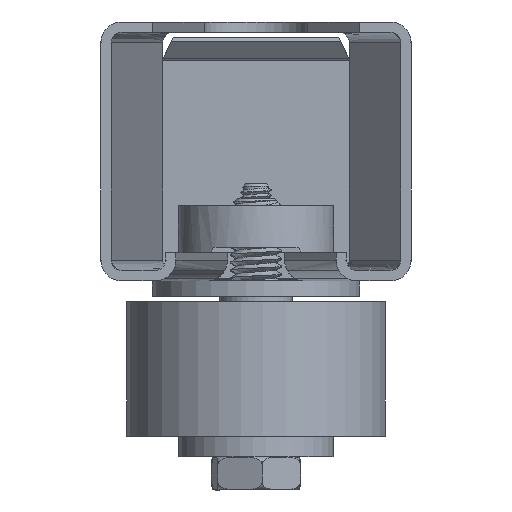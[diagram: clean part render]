
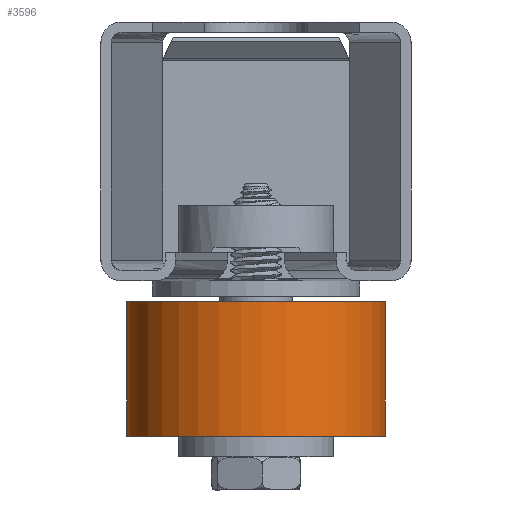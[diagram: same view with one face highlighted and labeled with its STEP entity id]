
A CAD part, front view. The second image highlights one B-rep face of the part: STEP entity #3596.
In plain terms, the highlighted cylindrical face has radius 25 mm (diameter 50 mm), a full revolution.
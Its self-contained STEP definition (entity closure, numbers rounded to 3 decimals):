
#116=FACE_BOUND('',#795,.T.);
#155=CIRCLE('',#3955,25.);
#156=CIRCLE('',#3956,25.);
#482=CYLINDRICAL_SURFACE('',#3954,25.);
#580=FACE_OUTER_BOUND('',#794,.T.);
#794=EDGE_LOOP('',(#2611));
#795=EDGE_LOOP('',(#2612));
#1682=VERTEX_POINT('',#7298);
#1683=VERTEX_POINT('',#7300);
#2042=EDGE_CURVE('',#1682,#1682,#155,.T.);
#2043=EDGE_CURVE('',#1683,#1683,#156,.T.);
#2611=ORIENTED_EDGE('',*,*,#2042,.T.);
#2612=ORIENTED_EDGE('',*,*,#2043,.F.);
#3596=ADVANCED_FACE('',(#580,#116),#482,.T.);
#3954=AXIS2_PLACEMENT_3D('',#7297,#4429,#4430);
#3955=AXIS2_PLACEMENT_3D('',#7299,#4431,#4432);
#3956=AXIS2_PLACEMENT_3D('',#7301,#4433,#4434);
#4429=DIRECTION('center_axis',(0.,0.,1.));
#4430=DIRECTION('ref_axis',(-1.,0.,0.));
#4431=DIRECTION('center_axis',(0.,0.,-1.));
#4432=DIRECTION('ref_axis',(-1.,0.,0.));
#4433=DIRECTION('center_axis',(0.,0.,-1.));
#4434=DIRECTION('ref_axis',(-1.,0.,0.));
#7297=CARTESIAN_POINT('Origin',(0.,0.,0.));
#7298=CARTESIAN_POINT('',(25.,0.,26.));
#7299=CARTESIAN_POINT('Origin',(0.,0.,26.));
#7300=CARTESIAN_POINT('',(25.,0.,0.));
#7301=CARTESIAN_POINT('Origin',(0.,0.,0.));
